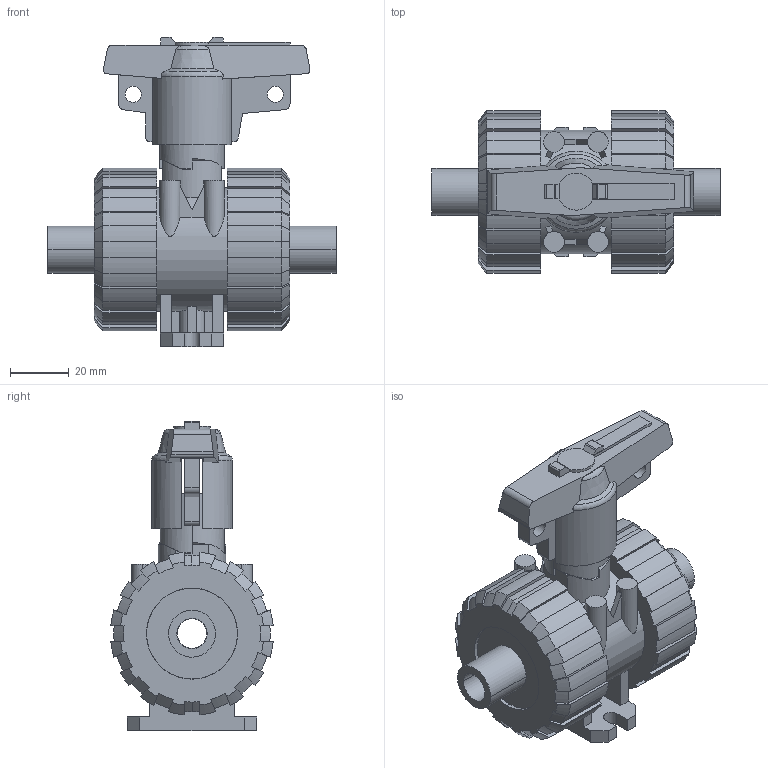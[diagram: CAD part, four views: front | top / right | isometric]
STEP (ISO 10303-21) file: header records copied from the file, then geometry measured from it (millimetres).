
FILE_DESCRIPTION(('STEP AP214'),'1');
FILE_NAME('cctmp_5F21F9C3-89CE-48D8-AC46-AF15C977F8A8_2021_10_21_08_37_19_0792..stp','2021-10-21T06:37:20',('Praher Valves GmbH'),('CADClick - www.CADClick.com'),'Spatial InterOp 3D',' ','unknown authorization');
FILE_SCHEMA(('AUTOMOTIVE_DESIGN'));
Length unit declared in the file: millimetre
Products named in the file (7): cc_unnamed; 210057_5; 210057_4; 210057_3; 210057_2; 210057_1; 210057
Assembly tree (6 placements, depth 2):
  cc_unnamed
    210057_5
    210057_4
    210057_3
    210057_2
    210057_1
    210057
Bounding box: 98 x 55.24 x 105.17 mm (x, y, z)
Volume: 160199.4 mm3; surface area: 55710 mm2
Topology: 6 solids, 6 shells, 435 faces, 1248 edges, 832 vertices
Faces by surface type: plane 213, cylinder 118, cone 80, bspline 16, torus 8
Entity records: 18887 total; most frequent: CARTESIAN_POINT 4039, ORIENTED_EDGE 2496, DIRECTION 2260, EDGE_CURVE 1248, VERTEX_POINT 832, AXIS2_PLACEMENT_3D 810, LINE 640, VECTOR 640
